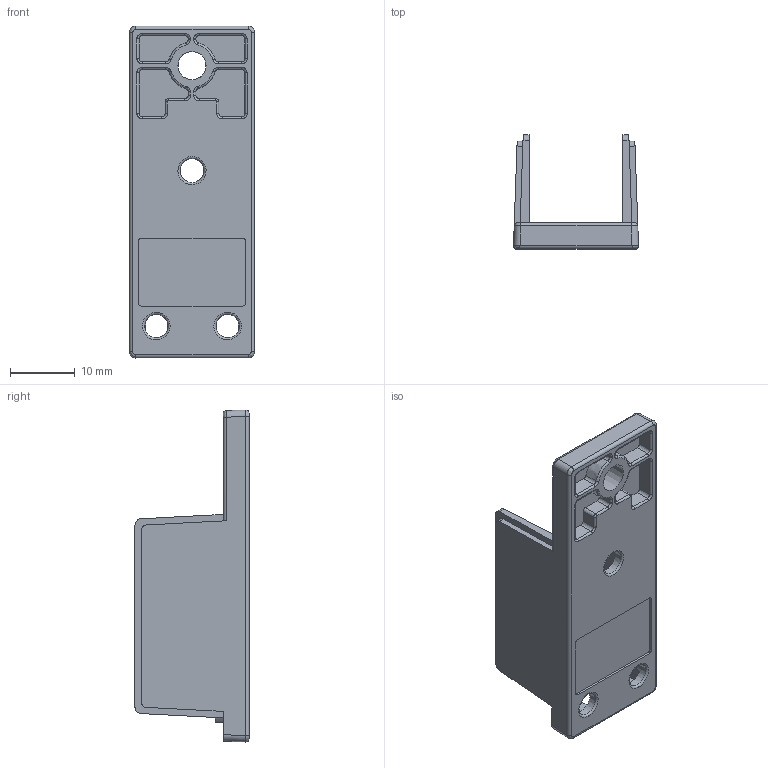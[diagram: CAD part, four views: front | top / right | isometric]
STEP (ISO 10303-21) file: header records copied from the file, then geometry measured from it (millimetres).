
FILE_DESCRIPTION(/* description */ (''),/* implementation_level */ '2;1');
FILE_NAME(/* name */ 'Bottom.ipt.step',/* time_stamp */ '2020-04-16T23:17:00-04:00',/* author */ ('Jordan'),/* organization */ (''),/* preprocessor_version */ 'ST-DEVELOPER v17',/* originating_system */ 'Autodesk Inventor 2019',/* authorisation */ '');
FILE_SCHEMA (('AUTOMOTIVE_DESIGN { 1 0 10303 214 3 1 1 }'));
Length unit declared in the file: inch
Products named in the file (1): Bottom
Bounding box: 19.29 x 17.6 x 51.24 mm (x, y, z)
Volume: 3814 mm3; surface area: 4722.5 mm2
Topology: 1 solids, 1 shells, 248 faces, 650 edges, 408 vertices
Faces by surface type: plane 110, cylinder 62, cone 32, torus 30, bspline 14
Entity records: 9796 total; most frequent: CARTESIAN_POINT 3628, ORIENTED_EDGE 1300, DIRECTION 1290, EDGE_CURVE 650, AXIS2_PLACEMENT_3D 463, VERTEX_POINT 408, LINE 364, VECTOR 364
